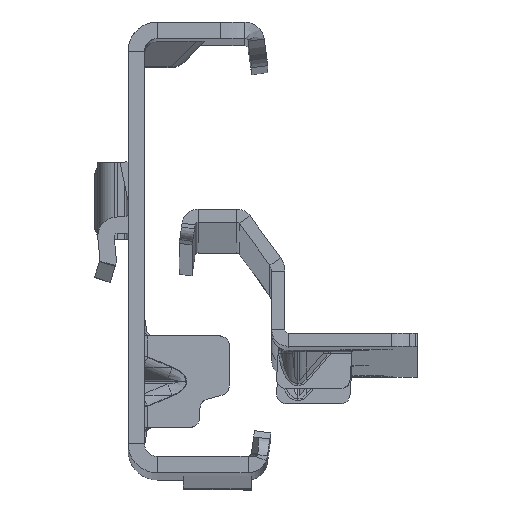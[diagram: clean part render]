
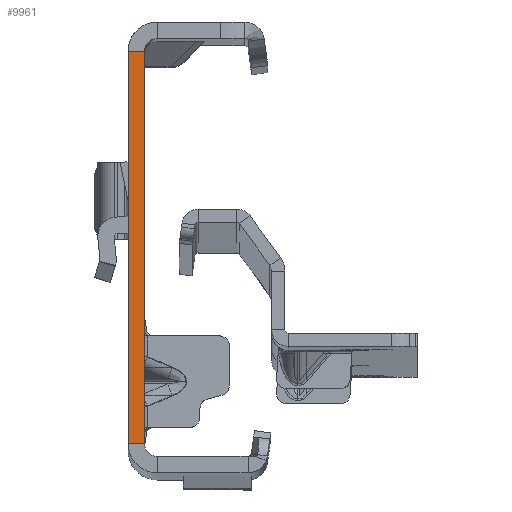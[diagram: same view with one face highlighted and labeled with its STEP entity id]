
A CAD part, top view. The second image highlights one B-rep face of the part: STEP entity #9961.
In plain terms, the highlighted planar face has unit normal (0, 0, 1).
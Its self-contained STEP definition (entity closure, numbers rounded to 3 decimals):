
#1013 = VERTEX_POINT ( 'NONE', #11617 ) ;
#1533 = EDGE_CURVE ( 'NONE', #1013, #10021, #11465, .T. ) ;
#1724 = LINE ( 'NONE', #15419, #10030 ) ;
#2213 = CARTESIAN_POINT ( 'NONE',  ( 0., -30., 0. ) ) ;
#2548 = DIRECTION ( 'NONE',  ( 1., 0., 0. ) ) ;
#3747 = FACE_OUTER_BOUND ( 'NONE', #14815, .T. ) ;
#3925 = DIRECTION ( 'NONE',  ( 0., 0., 1. ) ) ;
#5441 = VERTEX_POINT ( 'NONE', #13533 ) ;
#6591 = DIRECTION ( 'NONE',  ( -1., 0., 0. ) ) ;
#6981 = CARTESIAN_POINT ( 'NONE',  ( 0., -32., 0. ) ) ;
#7163 = DIRECTION ( 'NONE',  ( 0., -1., 0. ) ) ;
#7270 = DIRECTION ( 'NONE',  ( 0., -1., 0. ) ) ;
#7984 = VERTEX_POINT ( 'NONE', #10468 ) ;
#8059 = AXIS2_PLACEMENT_3D ( 'NONE', #15139, #3925, #2548 ) ;
#8167 = VECTOR ( 'NONE', #6591, 1000. ) ;
#9174 = EDGE_CURVE ( 'NONE', #1013, #5441, #17967, .T. ) ;
#9733 = CARTESIAN_POINT ( 'NONE',  ( 0., 30., 0. ) ) ;
#9961 = ADVANCED_FACE ( 'NONE', ( #3747 ), #10766, .T. ) ;
#10021 = VERTEX_POINT ( 'NONE', #10860 ) ;
#10030 = VECTOR ( 'NONE', #7270, 1000. ) ;
#10468 = CARTESIAN_POINT ( 'NONE',  ( -2.5, -30., 0. ) ) ;
#10766 = PLANE ( 'NONE',  #8059 ) ;
#10860 = CARTESIAN_POINT ( 'NONE',  ( 0., -30., 0. ) ) ;
#11465 = LINE ( 'NONE', #6981, #13218 ) ;
#11556 = ORIENTED_EDGE ( 'NONE', *, *, #9174, .T. ) ;
#11617 = CARTESIAN_POINT ( 'NONE',  ( 0., 30., 0. ) ) ;
#12101 = EDGE_CURVE ( 'NONE', #10021, #7984, #16453, .T. ) ;
#13014 = ORIENTED_EDGE ( 'NONE', *, *, #1533, .F. ) ;
#13218 = VECTOR ( 'NONE', #7163, 1000. ) ;
#13533 = CARTESIAN_POINT ( 'NONE',  ( -2.5, 30., 0. ) ) ;
#13887 = ORIENTED_EDGE ( 'NONE', *, *, #16812, .T. ) ;
#14237 = ORIENTED_EDGE ( 'NONE', *, *, #12101, .F. ) ;
#14815 = EDGE_LOOP ( 'NONE', ( #13014, #11556, #13887, #14237 ) ) ;
#15139 = CARTESIAN_POINT ( 'NONE',  ( -2.5, -32., 0. ) ) ;
#15312 = DIRECTION ( 'NONE',  ( -1., 0., 0. ) ) ;
#15419 = CARTESIAN_POINT ( 'NONE',  ( -2.5, -32., 0. ) ) ;
#15779 = VECTOR ( 'NONE', #15312, 1000. ) ;
#16453 = LINE ( 'NONE', #2213, #8167 ) ;
#16812 = EDGE_CURVE ( 'NONE', #5441, #7984, #1724, .T. ) ;
#17967 = LINE ( 'NONE', #9733, #15779 ) ;
